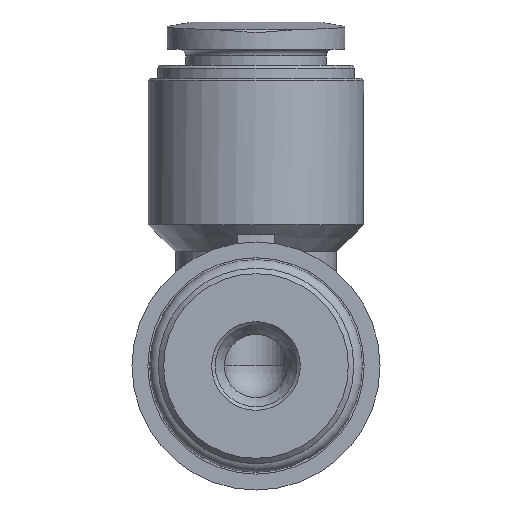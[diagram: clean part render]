
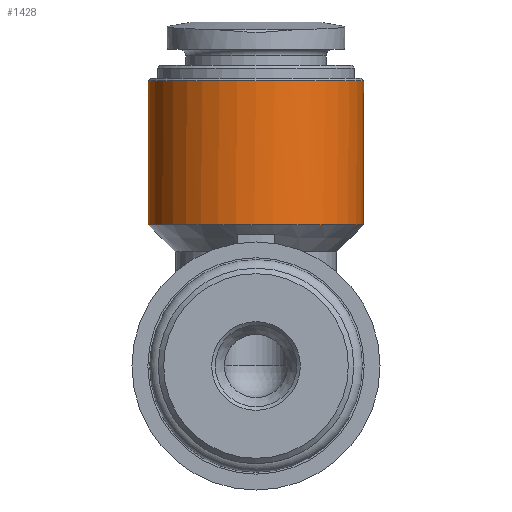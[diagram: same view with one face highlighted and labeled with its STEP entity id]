
A CAD part, front view. The second image highlights one B-rep face of the part: STEP entity #1428.
In plain terms, the highlighted cylindrical face has radius 5.95 mm (diameter 11.9 mm), a full revolution.
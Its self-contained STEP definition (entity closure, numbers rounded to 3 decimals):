
#43=CYLINDRICAL_SURFACE('',#1563,5.95);
#290=ORIENTED_EDGE('',*,*,#433,.F.);
#291=ORIENTED_EDGE('',*,*,#475,.T.);
#433=EDGE_CURVE('',#540,#540,#612,.T.);
#475=EDGE_CURVE('',#579,#579,#648,.T.);
#540=VERTEX_POINT('',#2056);
#579=VERTEX_POINT('',#2189);
#612=CIRCLE('',#1492,5.95);
#648=CIRCLE('',#1562,5.95);
#743=EDGE_LOOP('',(#290));
#744=EDGE_LOOP('',(#291));
#857=FACE_BOUND('',#743,.T.);
#858=FACE_BOUND('',#744,.T.);
#1428=ADVANCED_FACE('',(#857,#858),#43,.T.);
#1492=AXIS2_PLACEMENT_3D('',#2055,#1682,#1683);
#1562=AXIS2_PLACEMENT_3D('',#2188,#1822,#1823);
#1563=AXIS2_PLACEMENT_3D('',#2190,#1824,#1825);
#1682=DIRECTION('',(0.,0.,-1.));
#1683=DIRECTION('',(-1.,0.,0.));
#1822=DIRECTION('',(0.,0.,-1.));
#1823=DIRECTION('',(-1.,0.,0.));
#1824=DIRECTION('',(0.,0.,-1.));
#1825=DIRECTION('',(-1.,0.,0.));
#2055=CARTESIAN_POINT('',(0.,28.,7.8));
#2056=CARTESIAN_POINT('',(-5.95,28.,7.8));
#2188=CARTESIAN_POINT('',(0.,28.,15.759));
#2189=CARTESIAN_POINT('',(-5.95,28.,15.759));
#2190=CARTESIAN_POINT('',(0.,28.,-4.45));
